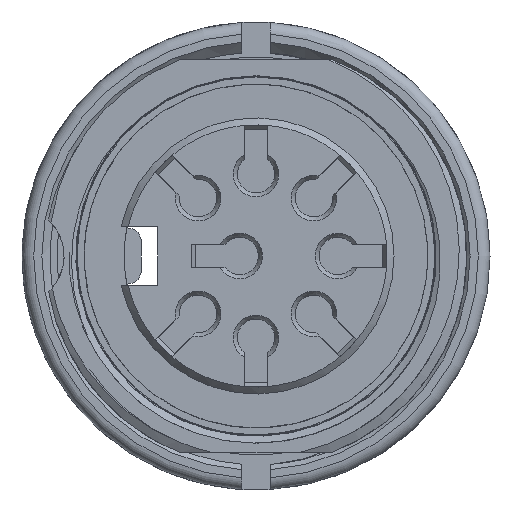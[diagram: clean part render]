
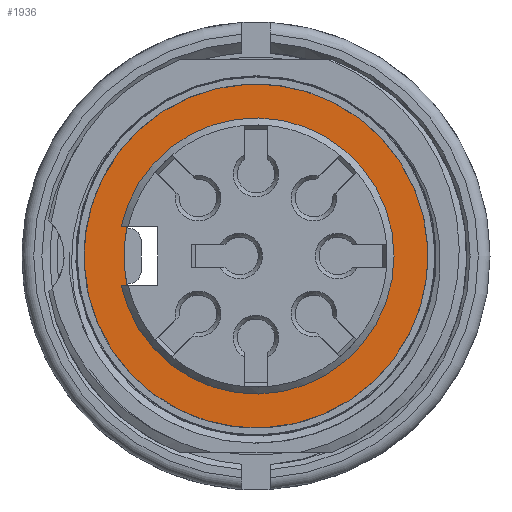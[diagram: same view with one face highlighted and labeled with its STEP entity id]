
A CAD part, front view. The second image highlights one B-rep face of the part: STEP entity #1936.
In plain terms, the highlighted planar face has unit normal (0, -1, 0).
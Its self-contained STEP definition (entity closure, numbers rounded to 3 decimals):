
#1787=FACE_BOUND('',#2734,.T.);
#1788=FACE_BOUND('',#2735,.T.);
#1936=ADVANCED_FACE('',(#1787,#1788),#2169,.T.);
#2169=PLANE('',#7232);
#2734=EDGE_LOOP('',(#4447,#4448,#4449,#4450));
#2735=EDGE_LOOP('',(#4451));
#3064=LINE('',#15343,#3465);
#3065=LINE('',#15347,#3466);
#3465=VECTOR('',#7915,1.);
#3466=VECTOR('',#7918,1.);
#4447=ORIENTED_EDGE('',*,*,#6399,.F.);
#4448=ORIENTED_EDGE('',*,*,#6400,.T.);
#4449=ORIENTED_EDGE('',*,*,#6401,.F.);
#4450=ORIENTED_EDGE('',*,*,#6397,.T.);
#4451=ORIENTED_EDGE('',*,*,#6395,.T.);
#5722=VERTEX_POINT('',#15335);
#5723=VERTEX_POINT('',#15338);
#5724=VERTEX_POINT('',#15340);
#5725=VERTEX_POINT('',#15344);
#5726=VERTEX_POINT('',#15346);
#6395=EDGE_CURVE('',#5722,#5722,#6995,.T.);
#6397=EDGE_CURVE('',#5724,#5723,#6996,.T.);
#6399=EDGE_CURVE('',#5725,#5723,#3064,.T.);
#6400=EDGE_CURVE('',#5725,#5726,#6997,.T.);
#6401=EDGE_CURVE('',#5724,#5726,#3065,.T.);
#6995=CIRCLE('',#7227,7.35);
#6996=CIRCLE('',#7229,5.65);
#6997=CIRCLE('',#7231,5.9);
#7227=AXIS2_PLACEMENT_3D('',#15334,#7905,#7906);
#7229=AXIS2_PLACEMENT_3D('',#15339,#7910,#7911);
#7231=AXIS2_PLACEMENT_3D('',#15345,#7916,#7917);
#7232=AXIS2_PLACEMENT_3D('',#15348,#7919,#7920);
#7905=DIRECTION('',(0.,-1.,0.));
#7906=DIRECTION('',(0.547,0.,-0.837));
#7910=DIRECTION('',(0.,1.,0.));
#7911=DIRECTION('',(0.547,0.,-0.837));
#7915=DIRECTION('',(1.,0.,0.));
#7916=DIRECTION('',(0.,1.,0.));
#7917=DIRECTION('',(0.,0.,-1.));
#7918=DIRECTION('',(-1.,0.,0.));
#7919=DIRECTION('',(0.,-1.,0.));
#7920=DIRECTION('',(0.837,0.,0.547));
#15334=CARTESIAN_POINT('',(0.596,-17.756,0.));
#15335=CARTESIAN_POINT('',(4.616,-17.756,-6.153));
#15338=CARTESIAN_POINT('',(-4.914,-17.756,1.25));
#15339=CARTESIAN_POINT('',(0.596,-17.756,0.));
#15340=CARTESIAN_POINT('',(-4.914,-17.756,-1.25));
#15343=CARTESIAN_POINT('',(0.596,-17.756,1.25));
#15344=CARTESIAN_POINT('',(-5.17,-17.756,1.25));
#15345=CARTESIAN_POINT('',(0.596,-17.756,0.));
#15346=CARTESIAN_POINT('',(-5.17,-17.756,-1.25));
#15347=CARTESIAN_POINT('',(0.596,-17.756,-1.25));
#15348=CARTESIAN_POINT('',(0.596,-17.756,0.));
